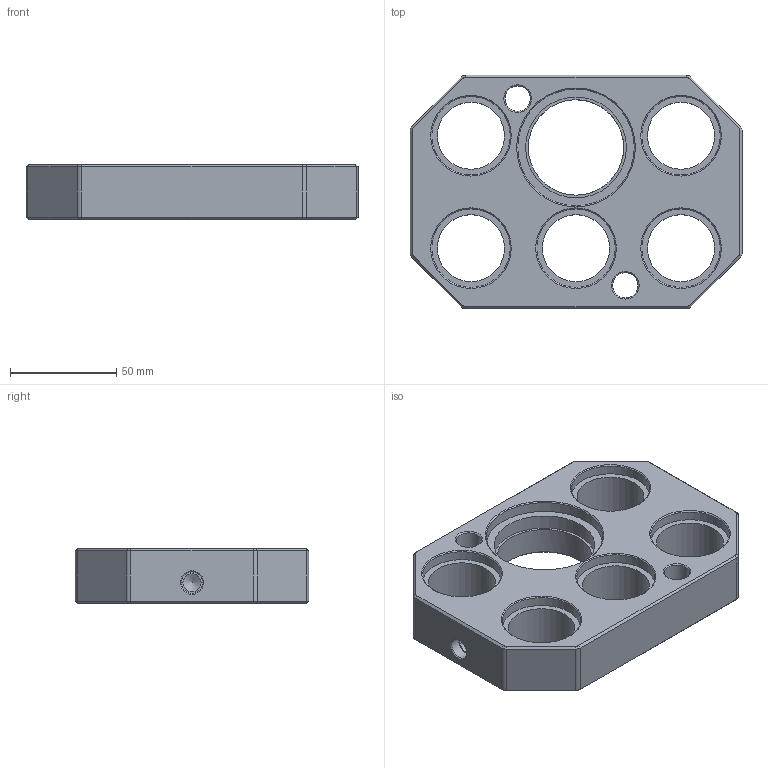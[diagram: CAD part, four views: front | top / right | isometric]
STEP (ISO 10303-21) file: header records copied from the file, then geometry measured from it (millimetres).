
FILE_DESCRIPTION(('STEP AP214'),'1');
FILE_NAME('PU210.01-Base coupleur JD.B.0.stp','2024-05-21T10:02:07',(' '),(' '),'Spatial InterOp 3D',' ',' ');
FILE_SCHEMA(('AUTOMOTIVE_DESIGN { 1 0 10303 214 1 1 1 1 }'));
Length unit declared in the file: millimetre
Products named in the file (1): Base coupleur JD
Bounding box: 156.5 x 110 x 25.8 mm (x, y, z)
Volume: 244673.9 mm3; surface area: 53215.8 mm2
Topology: 1 solids, 1 shells, 106 faces, 243 edges, 148 vertices
Faces by surface type: plane 39, cone 36, cylinder 31
Full cylindrical faces by diameter (mm): 8.5 x4, 10 x2, 12 x2, 31.6 x5, 37 x5, 45 x1, 47.5 x1, 55 x1
Entity records: 3698 total; most frequent: DIRECTION 496, CARTESIAN_POINT 438, ORIENTED_EDGE 378, AXIS2_PLACEMENT_3D 202, EDGE_CURVE 189, EDGE_LOOP 171, VERTEX_POINT 136, FACE_OUTER_BOUND 127
